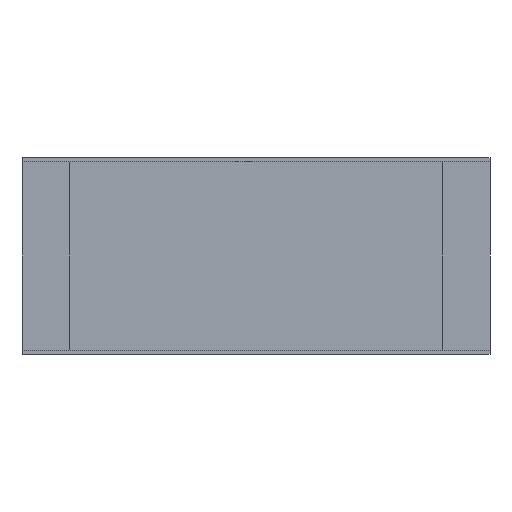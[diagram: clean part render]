
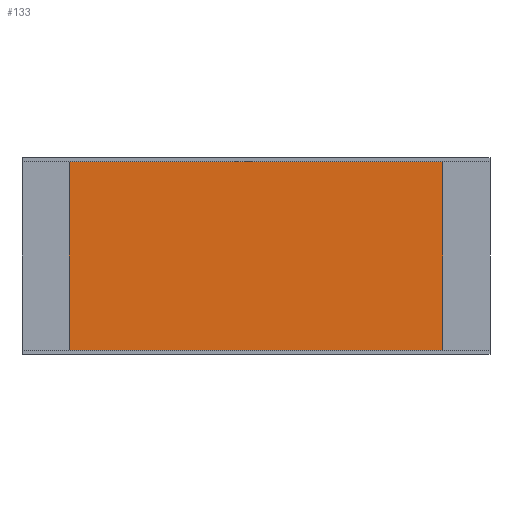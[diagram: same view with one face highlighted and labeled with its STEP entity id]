
A CAD part, front view. The second image highlights one B-rep face of the part: STEP entity #133.
In plain terms, the highlighted planar face has unit normal (0, -1, 0).
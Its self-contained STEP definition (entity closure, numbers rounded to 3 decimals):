
#9 = VECTOR ( 'NONE', #511, 1000. ) ;
#38 = VECTOR ( 'NONE', #272, 1000. ) ;
#41 = LINE ( 'NONE', #213, #172 ) ;
#57 = EDGE_LOOP ( 'NONE', ( #283, #145, #527, #270 ) ) ;
#61 = CARTESIAN_POINT ( 'NONE',  ( 0., 31.05, 54.7 ) ) ;
#80 = CARTESIAN_POINT ( 'NONE',  ( -111., 31.05, 57.2 ) ) ;
#85 = CARTESIAN_POINT ( 'NONE',  ( 108.5, 31.05, 57.2 ) ) ;
#117 = VECTOR ( 'NONE', #539, 1000. ) ;
#133 = ADVANCED_FACE ( 'NONE', ( #403 ), #152, .T. ) ;
#145 = ORIENTED_EDGE ( 'NONE', *, *, #468, .T. ) ;
#152 = PLANE ( 'NONE',  #358 ) ;
#162 = DIRECTION ( 'NONE',  ( 0., -1., 0. ) ) ;
#172 = VECTOR ( 'NONE', #593, 1000. ) ;
#213 = CARTESIAN_POINT ( 'NONE',  ( 0., 31.05, -54.7 ) ) ;
#223 = VERTEX_POINT ( 'NONE', #382 ) ;
#240 = VERTEX_POINT ( 'NONE', #253 ) ;
#253 = CARTESIAN_POINT ( 'NONE',  ( 108.5, 31.05, 54.7 ) ) ;
#269 = VERTEX_POINT ( 'NONE', #378 ) ;
#270 = ORIENTED_EDGE ( 'NONE', *, *, #498, .T. ) ;
#272 = DIRECTION ( 'NONE',  ( 0., 0., 1. ) ) ;
#283 = ORIENTED_EDGE ( 'NONE', *, *, #465, .T. ) ;
#285 = DIRECTION ( 'NONE',  ( 0., 0., -1. ) ) ;
#358 = AXIS2_PLACEMENT_3D ( 'NONE', #80, #162, #285 ) ;
#378 = CARTESIAN_POINT ( 'NONE',  ( -108.5, 31.05, -54.7 ) ) ;
#382 = CARTESIAN_POINT ( 'NONE',  ( 108.5, 31.05, -54.7 ) ) ;
#403 = FACE_OUTER_BOUND ( 'NONE', #57, .T. ) ;
#404 = LINE ( 'NONE', #523, #9 ) ;
#432 = LINE ( 'NONE', #61, #117 ) ;
#438 = LINE ( 'NONE', #85, #38 ) ;
#455 = EDGE_CURVE ( 'NONE', #223, #269, #41, .T. ) ;
#465 = EDGE_CURVE ( 'NONE', #240, #521, #432, .T. ) ;
#468 = EDGE_CURVE ( 'NONE', #521, #269, #404, .T. ) ;
#498 = EDGE_CURVE ( 'NONE', #223, #240, #438, .T. ) ;
#511 = DIRECTION ( 'NONE',  ( 0., 0., -1. ) ) ;
#521 = VERTEX_POINT ( 'NONE', #552 ) ;
#523 = CARTESIAN_POINT ( 'NONE',  ( -108.5, 31.05, 57.2 ) ) ;
#527 = ORIENTED_EDGE ( 'NONE', *, *, #455, .F. ) ;
#539 = DIRECTION ( 'NONE',  ( -1., 0., 0. ) ) ;
#552 = CARTESIAN_POINT ( 'NONE',  ( -108.5, 31.05, 54.7 ) ) ;
#593 = DIRECTION ( 'NONE',  ( -1., 0., 0. ) ) ;
